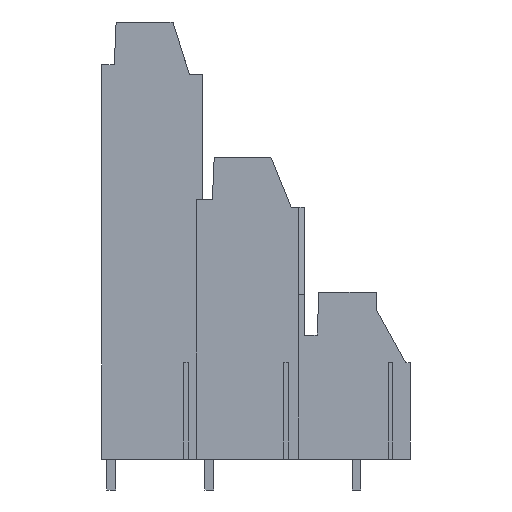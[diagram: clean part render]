
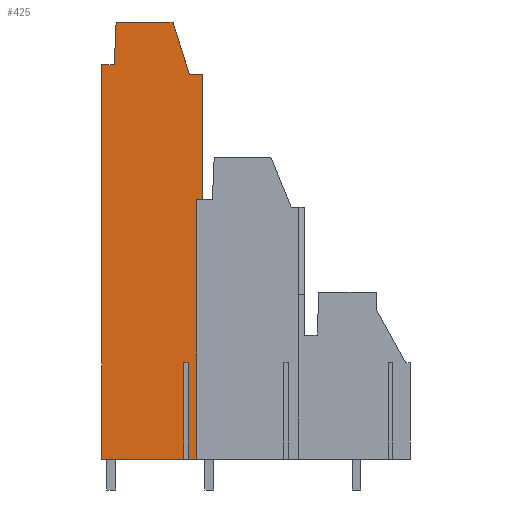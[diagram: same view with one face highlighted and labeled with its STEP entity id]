
A CAD part, left-side view. The second image highlights one B-rep face of the part: STEP entity #425.
In plain terms, the highlighted planar face has unit normal (-1, 0, 0).
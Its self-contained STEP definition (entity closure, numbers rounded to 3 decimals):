
#326=AXIS2_PLACEMENT_3D('Plane Axis2P3D',#323,#324,#325) ;
#109=CARTESIAN_POINT('Vertex',(2.5,30.488,48.47)) ;
#112=CARTESIAN_POINT('Line Origine',(2.5,41.393,48.47)) ;
#116=CARTESIAN_POINT('Vertex',(2.5,24.592,48.47)) ;
#297=CARTESIAN_POINT('Line Origine',(2.5,30.584,46.26)) ;
#301=CARTESIAN_POINT('Vertex',(2.5,30.681,44.05)) ;
#323=CARTESIAN_POINT('Axis2P3D Location',(2.5,21.84,31.2)) ;
#328=CARTESIAN_POINT('Line Origine',(2.5,22.131,25.835)) ;
#332=CARTESIAN_POINT('Vertex',(2.5,22.131,3.2)) ;
#334=CARTESIAN_POINT('Vertex',(2.5,22.131,30.05)) ;
#337=CARTESIAN_POINT('Line Origine',(2.5,26.745,30.05)) ;
#341=CARTESIAN_POINT('Vertex',(2.5,21.49,30.05)) ;
#344=CARTESIAN_POINT('Line Origine',(2.5,21.49,25.835)) ;
#348=CARTESIAN_POINT('Vertex',(2.5,21.49,43.)) ;
#351=CARTESIAN_POINT('Line Origine',(2.5,26.745,43.)) ;
#355=CARTESIAN_POINT('Vertex',(2.5,22.898,43.)) ;
#359=CARTESIAN_POINT('Control Point',(2.5,24.592,48.47)) ;
#360=CARTESIAN_POINT('Control Point',(2.5,22.898,43.)) ;
#362=CARTESIAN_POINT('Line Origine',(2.5,26.745,44.05)) ;
#366=CARTESIAN_POINT('Vertex',(2.5,32.,44.05)) ;
#369=CARTESIAN_POINT('Line Origine',(2.5,32.,25.835)) ;
#373=CARTESIAN_POINT('Vertex',(2.5,32.,3.2)) ;
#376=CARTESIAN_POINT('Line Origine',(2.5,26.745,3.2)) ;
#380=CARTESIAN_POINT('Vertex',(2.5,23.475,3.2)) ;
#383=CARTESIAN_POINT('Line Origine',(2.5,23.475,25.835)) ;
#387=CARTESIAN_POINT('Vertex',(2.5,23.475,13.2)) ;
#390=CARTESIAN_POINT('Line Origine',(2.5,26.745,13.2)) ;
#394=CARTESIAN_POINT('Vertex',(2.5,23.025,13.2)) ;
#397=CARTESIAN_POINT('Line Origine',(2.5,23.025,25.835)) ;
#401=CARTESIAN_POINT('Vertex',(2.5,23.025,3.2)) ;
#404=CARTESIAN_POINT('Line Origine',(2.5,26.745,3.2)) ;
#113=DIRECTION('Vector Direction',(0.,1.,0.)) ;
#298=DIRECTION('Vector Direction',(0.,0.044,-0.999)) ;
#324=DIRECTION('Axis2P3D Direction',(1.,0.,0.)) ;
#325=DIRECTION('Axis2P3D XDirection',(0.,1.,0.)) ;
#329=DIRECTION('Vector Direction',(0.,0.,1.)) ;
#338=DIRECTION('Vector Direction',(0.,1.,0.)) ;
#345=DIRECTION('Vector Direction',(0.,0.,1.)) ;
#352=DIRECTION('Vector Direction',(0.,1.,0.)) ;
#363=DIRECTION('Vector Direction',(0.,1.,0.)) ;
#370=DIRECTION('Vector Direction',(0.,0.,1.)) ;
#377=DIRECTION('Vector Direction',(0.,1.,0.)) ;
#384=DIRECTION('Vector Direction',(0.,0.,1.)) ;
#391=DIRECTION('Vector Direction',(0.,1.,0.)) ;
#398=DIRECTION('Vector Direction',(0.,0.,1.)) ;
#405=DIRECTION('Vector Direction',(0.,1.,0.)) ;
#114=VECTOR('Line Direction',#113,1.) ;
#299=VECTOR('Line Direction',#298,1.) ;
#330=VECTOR('Line Direction',#329,1.) ;
#339=VECTOR('Line Direction',#338,1.) ;
#346=VECTOR('Line Direction',#345,1.) ;
#353=VECTOR('Line Direction',#352,1.) ;
#364=VECTOR('Line Direction',#363,1.) ;
#371=VECTOR('Line Direction',#370,1.) ;
#378=VECTOR('Line Direction',#377,1.) ;
#385=VECTOR('Line Direction',#384,1.) ;
#392=VECTOR('Line Direction',#391,1.) ;
#399=VECTOR('Line Direction',#398,1.) ;
#406=VECTOR('Line Direction',#405,1.) ;
#410=ORIENTED_EDGE('',*,*,#336,.T.) ;
#411=ORIENTED_EDGE('',*,*,#343,.T.) ;
#412=ORIENTED_EDGE('',*,*,#350,.F.) ;
#413=ORIENTED_EDGE('',*,*,#357,.T.) ;
#414=ORIENTED_EDGE('',*,*,#361,.F.) ;
#415=ORIENTED_EDGE('',*,*,#118,.T.) ;
#416=ORIENTED_EDGE('',*,*,#303,.T.) ;
#417=ORIENTED_EDGE('',*,*,#368,.T.) ;
#418=ORIENTED_EDGE('',*,*,#375,.F.) ;
#419=ORIENTED_EDGE('',*,*,#382,.F.) ;
#420=ORIENTED_EDGE('',*,*,#389,.T.) ;
#421=ORIENTED_EDGE('',*,*,#396,.T.) ;
#422=ORIENTED_EDGE('',*,*,#403,.F.) ;
#423=ORIENTED_EDGE('',*,*,#408,.F.) ;
#425=ADVANCED_FACE('housing',(#424),#327,.F.) ;
#358=B_SPLINE_CURVE_WITH_KNOTS('',1,(#359,#360),.UNSPECIFIED.,.F.,.U.,(2,2),(-2.863,2.863),.UNSPECIFIED.) ;
#118=EDGE_CURVE('',#117,#110,#115,.T.) ;
#303=EDGE_CURVE('',#110,#302,#300,.T.) ;
#336=EDGE_CURVE('',#333,#335,#331,.T.) ;
#343=EDGE_CURVE('',#335,#342,#340,.F.) ;
#350=EDGE_CURVE('',#349,#342,#347,.F.) ;
#357=EDGE_CURVE('',#349,#356,#354,.T.) ;
#361=EDGE_CURVE('',#117,#356,#358,.T.) ;
#368=EDGE_CURVE('',#302,#367,#365,.T.) ;
#375=EDGE_CURVE('',#374,#367,#372,.T.) ;
#382=EDGE_CURVE('',#381,#374,#379,.T.) ;
#389=EDGE_CURVE('',#381,#388,#386,.T.) ;
#396=EDGE_CURVE('',#388,#395,#393,.F.) ;
#403=EDGE_CURVE('',#402,#395,#400,.T.) ;
#408=EDGE_CURVE('',#333,#402,#407,.T.) ;
#409=EDGE_LOOP('',(#410,#411,#412,#413,#414,#415,#416,#417,#418,#419,#420,#421,#422,#423)) ;
#424=FACE_OUTER_BOUND('',#409,.T.) ;
#115=LINE('Line',#112,#114) ;
#300=LINE('Line',#297,#299) ;
#331=LINE('Line',#328,#330) ;
#340=LINE('Line',#337,#339) ;
#347=LINE('Line',#344,#346) ;
#354=LINE('Line',#351,#353) ;
#365=LINE('Line',#362,#364) ;
#372=LINE('Line',#369,#371) ;
#379=LINE('Line',#376,#378) ;
#386=LINE('Line',#383,#385) ;
#393=LINE('Line',#390,#392) ;
#400=LINE('Line',#397,#399) ;
#407=LINE('Line',#404,#406) ;
#327=PLANE('',#326) ;
#110=VERTEX_POINT('',#109) ;
#117=VERTEX_POINT('',#116) ;
#302=VERTEX_POINT('',#301) ;
#333=VERTEX_POINT('',#332) ;
#335=VERTEX_POINT('',#334) ;
#342=VERTEX_POINT('',#341) ;
#349=VERTEX_POINT('',#348) ;
#356=VERTEX_POINT('',#355) ;
#367=VERTEX_POINT('',#366) ;
#374=VERTEX_POINT('',#373) ;
#381=VERTEX_POINT('',#380) ;
#388=VERTEX_POINT('',#387) ;
#395=VERTEX_POINT('',#394) ;
#402=VERTEX_POINT('',#401) ;
